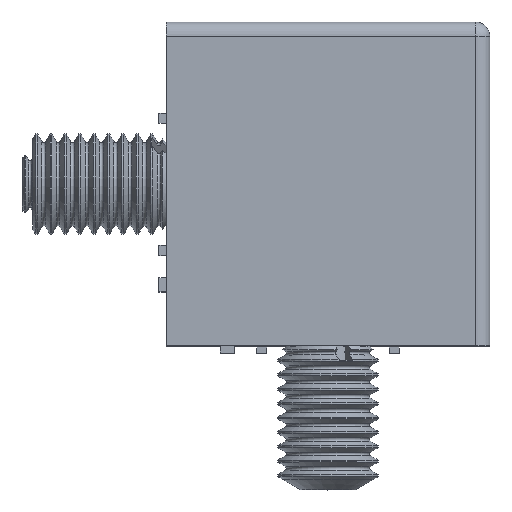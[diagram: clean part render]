
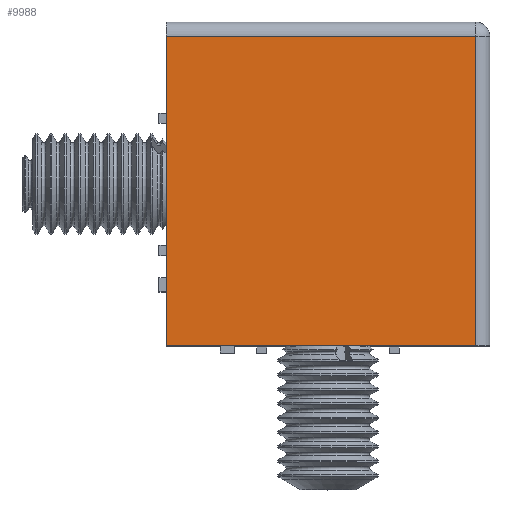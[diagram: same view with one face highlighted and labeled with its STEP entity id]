
A CAD part, top view. The second image highlights one B-rep face of the part: STEP entity #9988.
In plain terms, the highlighted planar face has unit normal (0, 0, 1).
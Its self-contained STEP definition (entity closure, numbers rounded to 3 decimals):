
#414=PLANE('',#10683);
#855=FACE_OUTER_BOUND('',#1504,.T.);
#1504=EDGE_LOOP('',(#7428,#7429,#7430,#7431));
#2981=LINE('',#15999,#3726);
#2984=LINE('',#16007,#3729);
#2985=LINE('',#16009,#3730);
#2986=LINE('',#16010,#3731);
#3726=VECTOR('',#12537,1000.);
#3729=VECTOR('',#12544,1000.);
#3730=VECTOR('',#12545,1000.);
#3731=VECTOR('',#12546,1000.);
#4410=VERTEX_POINT('',#15996);
#4411=VERTEX_POINT('',#15998);
#4414=VERTEX_POINT('',#16006);
#4415=VERTEX_POINT('',#16008);
#5510=EDGE_CURVE('',#4411,#4410,#2981,.T.);
#5514=EDGE_CURVE('',#4410,#4414,#2984,.T.);
#5515=EDGE_CURVE('',#4414,#4415,#2985,.T.);
#5516=EDGE_CURVE('',#4411,#4415,#2986,.T.);
#7428=ORIENTED_EDGE('',*,*,#5510,.T.);
#7429=ORIENTED_EDGE('',*,*,#5514,.T.);
#7430=ORIENTED_EDGE('',*,*,#5515,.T.);
#7431=ORIENTED_EDGE('',*,*,#5516,.F.);
#9988=ADVANCED_FACE('',(#855),#414,.F.);
#10683=AXIS2_PLACEMENT_3D('',#16005,#12542,#12543);
#12537=DIRECTION('',(1.,0.,0.));
#12542=DIRECTION('center_axis',(0.,0.,
-1.));
#12543=DIRECTION('ref_axis',(0.,-1.,0.));
#12544=DIRECTION('',(0.,1.,0.));
#12545=DIRECTION('',(-1.,0.,0.));
#12546=DIRECTION('',(0.,1.,0.));
#15996=CARTESIAN_POINT('',(20.996,-18.968,24.5));
#15998=CARTESIAN_POINT('',(-22.004,-18.968,24.5));
#15999=CARTESIAN_POINT('',(19.996,-18.968,24.5));
#16005=CARTESIAN_POINT('Origin',(19.996,26.032,24.5));
#16006=CARTESIAN_POINT('',(20.996,24.032,24.5));
#16007=CARTESIAN_POINT('',(20.996,26.032,24.5));
#16008=CARTESIAN_POINT('',(-22.004,24.032,24.5));
#16009=CARTESIAN_POINT('',(19.996,24.032,24.5));
#16010=CARTESIAN_POINT('',(-22.004,26.032,24.5));
